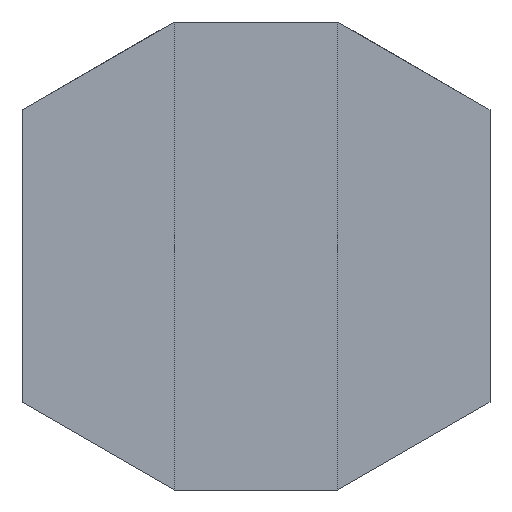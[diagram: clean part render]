
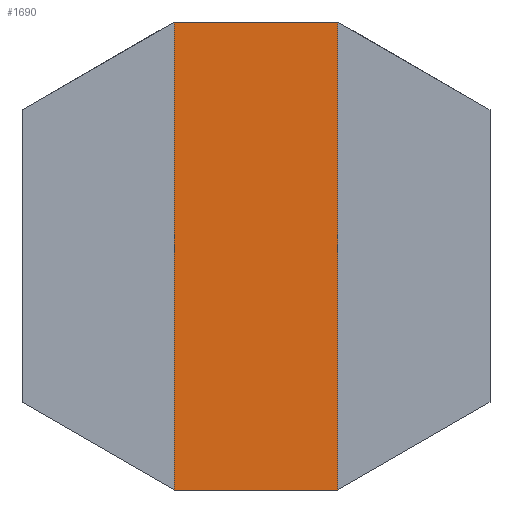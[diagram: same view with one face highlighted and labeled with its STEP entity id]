
A CAD part, front view. The second image highlights one B-rep face of the part: STEP entity #1690.
In plain terms, the highlighted planar face has unit normal (0, -1, 0).
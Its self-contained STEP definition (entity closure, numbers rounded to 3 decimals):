
#151 = CARTESIAN_POINT ( 'NONE',  ( 0.7, 0., -2. ) ) ;
#158 = VERTEX_POINT ( 'NONE', #2576 ) ;
#285 = LINE ( 'NONE', #151, #1190 ) ;
#470 = LINE ( 'NONE', #1672, #968 ) ;
#523 = ORIENTED_EDGE ( 'NONE', *, *, #1278, .F. ) ;
#571 = DIRECTION ( 'NONE',  ( 0., 0., 1. ) ) ;
#787 = CARTESIAN_POINT ( 'NONE',  ( 0., 0., 0. ) ) ;
#945 = ORIENTED_EDGE ( 'NONE', *, *, #1514, .F. ) ;
#968 = VECTOR ( 'NONE', #1863, 1000. ) ;
#977 = PLANE ( 'NONE',  #1110 ) ;
#1029 = LINE ( 'NONE', #1937, #2370 ) ;
#1075 = DIRECTION ( 'NONE',  ( 0., 0., -1. ) ) ;
#1110 = AXIS2_PLACEMENT_3D ( 'NONE', #787, #1164, #571 ) ;
#1119 = FACE_OUTER_BOUND ( 'NONE', #1884, .T. ) ;
#1164 = DIRECTION ( 'NONE',  ( 0., 1., 0. ) ) ;
#1190 = VECTOR ( 'NONE', #1075, 1000. ) ;
#1278 = EDGE_CURVE ( 'NONE', #158, #2489, #285, .T. ) ;
#1319 = VECTOR ( 'NONE', #2342, 1000. ) ;
#1355 = CARTESIAN_POINT ( 'NONE',  ( -0.7, 0., -2. ) ) ;
#1514 = EDGE_CURVE ( 'NONE', #2489, #1595, #1029, .T. ) ;
#1555 = DIRECTION ( 'NONE',  ( -1., 0., 0. ) ) ;
#1595 = VERTEX_POINT ( 'NONE', #1355 ) ;
#1604 = VERTEX_POINT ( 'NONE', #1988 ) ;
#1672 = CARTESIAN_POINT ( 'NONE',  ( -0.7, 0., 2. ) ) ;
#1690 = ADVANCED_FACE ( 'NONE', ( #1119 ), #977, .F. ) ;
#1733 = CARTESIAN_POINT ( 'NONE',  ( -0.7, 0., 2. ) ) ;
#1799 = CARTESIAN_POINT ( 'NONE',  ( 0.7, 0., -2. ) ) ;
#1863 = DIRECTION ( 'NONE',  ( 1., 0., 0. ) ) ;
#1884 = EDGE_LOOP ( 'NONE', ( #2430, #2558, #945, #523 ) ) ;
#1937 = CARTESIAN_POINT ( 'NONE',  ( -0.7, 0., -2. ) ) ;
#1988 = CARTESIAN_POINT ( 'NONE',  ( -0.7, 0., 2. ) ) ;
#2342 = DIRECTION ( 'NONE',  ( 0., 0., 1. ) ) ;
#2364 = EDGE_CURVE ( 'NONE', #1595, #1604, #2416, .T. ) ;
#2370 = VECTOR ( 'NONE', #1555, 1000. ) ;
#2416 = LINE ( 'NONE', #1733, #1319 ) ;
#2430 = ORIENTED_EDGE ( 'NONE', *, *, #2617, .F. ) ;
#2489 = VERTEX_POINT ( 'NONE', #1799 ) ;
#2558 = ORIENTED_EDGE ( 'NONE', *, *, #2364, .F. ) ;
#2576 = CARTESIAN_POINT ( 'NONE',  ( 0.7, 0., 2. ) ) ;
#2617 = EDGE_CURVE ( 'NONE', #1604, #158, #470, .T. ) ;
